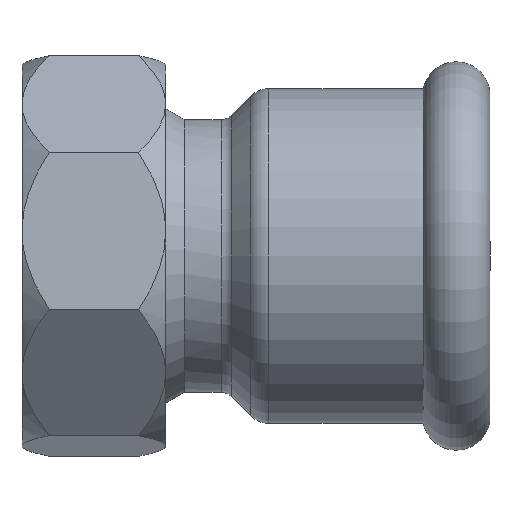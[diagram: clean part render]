
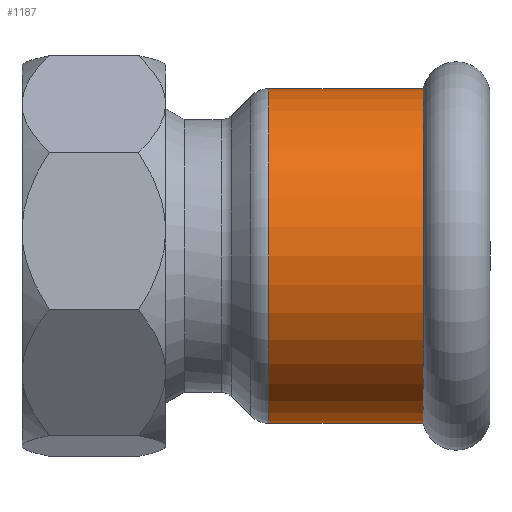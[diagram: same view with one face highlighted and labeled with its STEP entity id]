
A CAD part, front view. The second image highlights one B-rep face of the part: STEP entity #1187.
In plain terms, the highlighted cylindrical face has radius 22.7 mm (diameter 45.4 mm), a full revolution.
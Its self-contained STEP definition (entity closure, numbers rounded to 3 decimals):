
#101=LINE('',#1992,#139);
#139=VECTOR('',#1590,22.7);
#174=CYLINDRICAL_SURFACE('',#1326,22.7);
#204=FACE_OUTER_BOUND('',#274,.T.);
#274=EDGE_LOOP('',(#879,#880,#881,#882,#883,#884,#885,#886));
#338=CIRCLE('',#1265,22.7);
#339=CIRCLE('',#1266,22.7);
#344=CIRCLE('',#1271,22.7);
#375=CIRCLE('',#1310,22.7);
#376=CIRCLE('',#1311,22.7);
#377=CIRCLE('',#1312,22.7);
#460=VERTEX_POINT('',#1882);
#461=VERTEX_POINT('',#1883);
#462=VERTEX_POINT('',#1885);
#493=VERTEX_POINT('',#1964);
#494=VERTEX_POINT('',#1965);
#495=VERTEX_POINT('',#1967);
#589=EDGE_CURVE('',#460,#461,#338,.T.);
#590=EDGE_CURVE('',#461,#462,#339,.T.);
#595=EDGE_CURVE('',#462,#460,#344,.T.);
#630=EDGE_CURVE('',#493,#494,#375,.T.);
#631=EDGE_CURVE('',#495,#493,#376,.T.);
#632=EDGE_CURVE('',#494,#495,#377,.T.);
#644=EDGE_CURVE('',#461,#495,#101,.T.);
#879=ORIENTED_EDGE('',*,*,#589,.F.);
#880=ORIENTED_EDGE('',*,*,#595,.F.);
#881=ORIENTED_EDGE('',*,*,#590,.F.);
#882=ORIENTED_EDGE('',*,*,#644,.T.);
#883=ORIENTED_EDGE('',*,*,#631,.T.);
#884=ORIENTED_EDGE('',*,*,#630,.T.);
#885=ORIENTED_EDGE('',*,*,#632,.T.);
#886=ORIENTED_EDGE('',*,*,#644,.F.);
#1187=ADVANCED_FACE('',(#204),#174,.T.);
#1265=AXIS2_PLACEMENT_3D('',#1884,#1460,#1461);
#1266=AXIS2_PLACEMENT_3D('',#1886,#1462,#1463);
#1271=AXIS2_PLACEMENT_3D('',#1894,#1472,#1473);
#1310=AXIS2_PLACEMENT_3D('',#1966,#1554,#1555);
#1311=AXIS2_PLACEMENT_3D('',#1968,#1556,#1557);
#1312=AXIS2_PLACEMENT_3D('',#1969,#1558,#1559);
#1326=AXIS2_PLACEMENT_3D('',#1991,#1588,#1589);
#1460=DIRECTION('center_axis',(1.,0.,0.));
#1461=DIRECTION('ref_axis',(0.,1.,0.));
#1462=DIRECTION('center_axis',(1.,0.,0.));
#1463=DIRECTION('ref_axis',(0.,1.,0.));
#1472=DIRECTION('center_axis',(1.,0.,0.));
#1473=DIRECTION('ref_axis',(0.,1.,0.));
#1554=DIRECTION('center_axis',(1.,0.,0.));
#1555=DIRECTION('ref_axis',(0.,1.,0.));
#1556=DIRECTION('center_axis',(1.,0.,0.));
#1557=DIRECTION('ref_axis',(0.,1.,0.));
#1558=DIRECTION('center_axis',(1.,0.,0.));
#1559=DIRECTION('ref_axis',(0.,1.,0.));
#1588=DIRECTION('center_axis',(1.,0.,0.));
#1589=DIRECTION('ref_axis',(0.,1.,0.));
#1590=DIRECTION('',(-1.,0.,0.));
#1882=CARTESIAN_POINT('',(-9.064,22.7,0.));
#1883=CARTESIAN_POINT('',(-9.064,-22.7,0.));
#1884=CARTESIAN_POINT('Origin',(-9.064,0.,0.));
#1885=CARTESIAN_POINT('',(-9.064,0.,-22.7));
#1886=CARTESIAN_POINT('Origin',(-9.064,0.,0.));
#1894=CARTESIAN_POINT('Origin',(-9.064,0.,0.));
#1964=CARTESIAN_POINT('',(-30.,22.7,0.));
#1965=CARTESIAN_POINT('',(-30.,0.,22.7));
#1966=CARTESIAN_POINT('Origin',(-30.,0.,0.));
#1967=CARTESIAN_POINT('',(-30.,-22.7,0.));
#1968=CARTESIAN_POINT('Origin',(-30.,0.,0.));
#1969=CARTESIAN_POINT('Origin',(-30.,0.,0.));
#1991=CARTESIAN_POINT('Origin',(-19.532,0.,0.));
#1992=CARTESIAN_POINT('',(-19.532,-22.7,0.));
